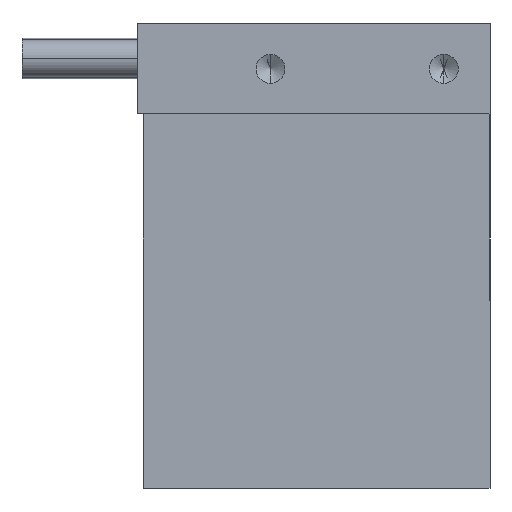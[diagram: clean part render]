
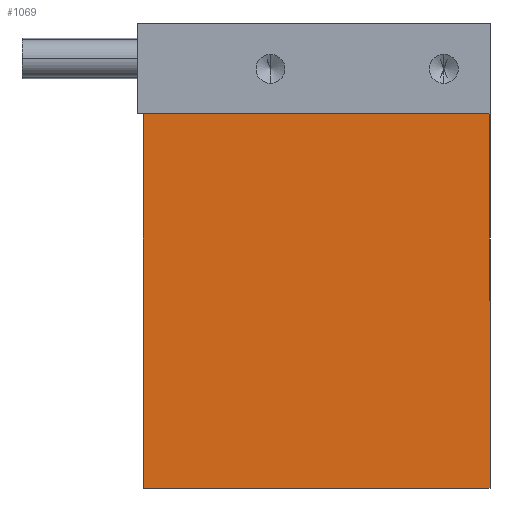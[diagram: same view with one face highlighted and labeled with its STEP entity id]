
A CAD part, front view. The second image highlights one B-rep face of the part: STEP entity #1069.
In plain terms, the highlighted planar face has unit normal (0, -1, 0).
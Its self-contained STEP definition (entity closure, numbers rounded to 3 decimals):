
#2 = VECTOR ( 'NONE', #933, 1000. ) ;
#10 = EDGE_CURVE ( 'NONE', #303, #909, #504, .T. ) ;
#16 = VECTOR ( 'NONE', #683, 1000. ) ;
#29 = VERTEX_POINT ( 'NONE', #834 ) ;
#53 = FACE_OUTER_BOUND ( 'NONE', #831, .T. ) ;
#80 = VECTOR ( 'NONE', #1292, 1000. ) ;
#83 = VECTOR ( 'NONE', #372, 1000. ) ;
#230 = CARTESIAN_POINT ( 'NONE',  ( 30.5, -3.05, -64.8 ) ) ;
#303 = VERTEX_POINT ( 'NONE', #486 ) ;
#307 = ORIENTED_EDGE ( 'NONE', *, *, #1184, .F. ) ;
#354 = PLANE ( 'NONE',  #1336 ) ;
#372 = DIRECTION ( 'NONE',  ( -1., 0., 0. ) ) ;
#380 = CARTESIAN_POINT ( 'NONE',  ( -5., -3.05, -64.8 ) ) ;
#424 = ORIENTED_EDGE ( 'NONE', *, *, #1067, .F. ) ;
#476 = CARTESIAN_POINT ( 'NONE',  ( -29.5, -3.05, -64.8 ) ) ;
#486 = CARTESIAN_POINT ( 'NONE',  ( 30.5, -3.05, 0. ) ) ;
#504 = LINE ( 'NONE', #744, #2 ) ;
#550 = LINE ( 'NONE', #230, #80 ) ;
#578 = DIRECTION ( 'NONE',  ( 0., 1., 0. ) ) ;
#596 = CARTESIAN_POINT ( 'NONE',  ( -29.5, -3.05, -64.8 ) ) ;
#610 = ORIENTED_EDGE ( 'NONE', *, *, #10, .T. ) ;
#683 = DIRECTION ( 'NONE',  ( 0., 0., 1. ) ) ;
#724 = VERTEX_POINT ( 'NONE', #596 ) ;
#744 = CARTESIAN_POINT ( 'NONE',  ( -5., -3.05, 0. ) ) ;
#808 = ORIENTED_EDGE ( 'NONE', *, *, #819, .T. ) ;
#819 = EDGE_CURVE ( 'NONE', #29, #303, #550, .T. ) ;
#831 = EDGE_LOOP ( 'NONE', ( #610, #424, #307, #808 ) ) ;
#834 = CARTESIAN_POINT ( 'NONE',  ( 30.5, -3.05, -64.8 ) ) ;
#907 = LINE ( 'NONE', #476, #83 ) ;
#909 = VERTEX_POINT ( 'NONE', #1264 ) ;
#933 = DIRECTION ( 'NONE',  ( -1., 0., 0. ) ) ;
#1050 = LINE ( 'NONE', #1093, #16 ) ;
#1067 = EDGE_CURVE ( 'NONE', #724, #909, #1050, .T. ) ;
#1069 = ADVANCED_FACE ( 'NONE', ( #53 ), #354, .F. ) ;
#1093 = CARTESIAN_POINT ( 'NONE',  ( -29.5, -3.05, -64.8 ) ) ;
#1114 = DIRECTION ( 'NONE',  ( -1., 0., 0. ) ) ;
#1184 = EDGE_CURVE ( 'NONE', #29, #724, #907, .T. ) ;
#1264 = CARTESIAN_POINT ( 'NONE',  ( -29.5, -3.05, 0. ) ) ;
#1292 = DIRECTION ( 'NONE',  ( 0., 0., 1. ) ) ;
#1336 = AXIS2_PLACEMENT_3D ( 'NONE', #380, #578, #1114 ) ;
